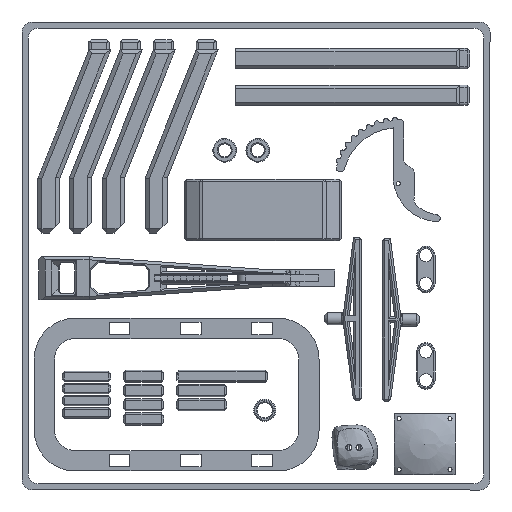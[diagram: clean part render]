
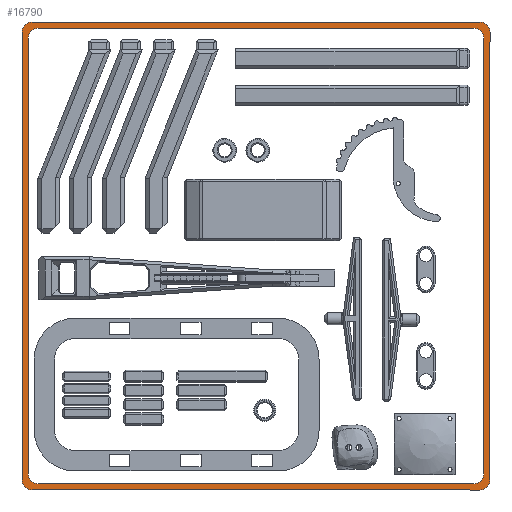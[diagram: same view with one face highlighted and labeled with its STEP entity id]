
A CAD part, front view. The second image highlights one B-rep face of the part: STEP entity #16790.
In plain terms, the highlighted face is planar.
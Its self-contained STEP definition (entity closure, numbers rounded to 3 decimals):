
#210=FACE_BOUND('',#3420,.T.);
#1422=PLANE('',#18520);
#2361=FACE_OUTER_BOUND('',#3419,.T.);
#3419=EDGE_LOOP('',(#15716,#15717,#15718,#15719,#15720,#15721,#15722,#15723));
#3420=EDGE_LOOP('',(#15724,#15725,#15726,#15727,#15728,#15729,#15730,#15731));
#5152=LINE('',#35318,#6899);
#5157=LINE('',#35333,#6904);
#5160=LINE('',#35339,#6907);
#5161=LINE('',#35343,#6908);
#5162=LINE('',#35347,#6909);
#5163=LINE('',#35350,#6910);
#5164=LINE('',#35354,#6911);
#5165=LINE('',#35358,#6912);
#6899=VECTOR('',#22928,10.);
#6904=VECTOR('',#22941,10.);
#6907=VECTOR('',#22946,10.);
#6908=VECTOR('',#22949,10.);
#6909=VECTOR('',#22952,10.);
#6910=VECTOR('',#22955,10.);
#6911=VECTOR('',#22958,10.);
#6912=VECTOR('',#22961,10.);
#7266=CIRCLE('',#18513,5.);
#7269=CIRCLE('',#18518,5.);
#7270=CIRCLE('',#18521,5.);
#7271=CIRCLE('',#18522,5.);
#7272=CIRCLE('',#18523,5.);
#7273=CIRCLE('',#18524,5.);
#7274=CIRCLE('',#18525,5.);
#7275=CIRCLE('',#18526,5.);
#8720=VERTEX_POINT('',#35308);
#8721=VERTEX_POINT('',#35309);
#8724=VERTEX_POINT('',#35317);
#8728=VERTEX_POINT('',#35326);
#8729=VERTEX_POINT('',#35328);
#8730=VERTEX_POINT('',#35332);
#8732=VERTEX_POINT('',#35338);
#8733=VERTEX_POINT('',#35340);
#8734=VERTEX_POINT('',#35342);
#8735=VERTEX_POINT('',#35344);
#8736=VERTEX_POINT('',#35346);
#8737=VERTEX_POINT('',#35349);
#8738=VERTEX_POINT('',#35351);
#8739=VERTEX_POINT('',#35353);
#8740=VERTEX_POINT('',#35355);
#8741=VERTEX_POINT('',#35357);
#11052=EDGE_CURVE('',#8720,#8721,#7266,.T.);
#11056=EDGE_CURVE('',#8724,#8721,#5152,.T.);
#11061=EDGE_CURVE('',#8728,#8729,#7269,.T.);
#11063=EDGE_CURVE('',#8730,#8729,#5157,.T.);
#11066=EDGE_CURVE('',#8728,#8732,#5160,.T.);
#11067=EDGE_CURVE('',#8733,#8732,#7270,.T.);
#11068=EDGE_CURVE('',#8733,#8734,#5161,.T.);
#11069=EDGE_CURVE('',#8735,#8734,#7271,.T.);
#11070=EDGE_CURVE('',#8735,#8736,#5162,.T.);
#11071=EDGE_CURVE('',#8730,#8736,#7272,.T.);
#11072=EDGE_CURVE('',#8720,#8737,#5163,.T.);
#11073=EDGE_CURVE('',#8738,#8737,#7273,.T.);
#11074=EDGE_CURVE('',#8738,#8739,#5164,.T.);
#11075=EDGE_CURVE('',#8740,#8739,#7274,.T.);
#11076=EDGE_CURVE('',#8740,#8741,#5165,.T.);
#11077=EDGE_CURVE('',#8724,#8741,#7275,.T.);
#15716=ORIENTED_EDGE('',*,*,#11061,.F.);
#15717=ORIENTED_EDGE('',*,*,#11066,.T.);
#15718=ORIENTED_EDGE('',*,*,#11067,.F.);
#15719=ORIENTED_EDGE('',*,*,#11068,.T.);
#15720=ORIENTED_EDGE('',*,*,#11069,.F.);
#15721=ORIENTED_EDGE('',*,*,#11070,.T.);
#15722=ORIENTED_EDGE('',*,*,#11071,.F.);
#15723=ORIENTED_EDGE('',*,*,#11063,.T.);
#15724=ORIENTED_EDGE('',*,*,#11072,.T.);
#15725=ORIENTED_EDGE('',*,*,#11073,.F.);
#15726=ORIENTED_EDGE('',*,*,#11074,.T.);
#15727=ORIENTED_EDGE('',*,*,#11075,.F.);
#15728=ORIENTED_EDGE('',*,*,#11076,.T.);
#15729=ORIENTED_EDGE('',*,*,#11077,.F.);
#15730=ORIENTED_EDGE('',*,*,#11056,.T.);
#15731=ORIENTED_EDGE('',*,*,#11052,.F.);
#16790=ADVANCED_FACE('',(#2361,#210),#1422,.T.);
#18513=AXIS2_PLACEMENT_3D('',#35310,#22920,#22921);
#18518=AXIS2_PLACEMENT_3D('',#35329,#22936,#22937);
#18520=AXIS2_PLACEMENT_3D('',#35337,#22944,#22945);
#18521=AXIS2_PLACEMENT_3D('',#35341,#22947,#22948);
#18522=AXIS2_PLACEMENT_3D('',#35345,#22950,#22951);
#18523=AXIS2_PLACEMENT_3D('',#35348,#22953,#22954);
#18524=AXIS2_PLACEMENT_3D('',#35352,#22956,#22957);
#18525=AXIS2_PLACEMENT_3D('',#35356,#22959,#22960);
#18526=AXIS2_PLACEMENT_3D('',#35359,#22962,#22963);
#22920=DIRECTION('center_axis',(0.,0.,1.));
#22921=DIRECTION('ref_axis',(0.707,0.707,0.));
#22928=DIRECTION('',(1.,0.,0.));
#22936=DIRECTION('center_axis',(0.,0.,-1.));
#22937=DIRECTION('ref_axis',(0.707,0.707,0.));
#22941=DIRECTION('',(0.,1.,0.));
#22944=DIRECTION('center_axis',(0.,0.,1.));
#22945=DIRECTION('ref_axis',(1.,0.,0.));
#22946=DIRECTION('',(-1.,0.,0.));
#22947=DIRECTION('center_axis',(0.,0.,-1.));
#22948=DIRECTION('ref_axis',(-0.707,0.707,0.));
#22949=DIRECTION('',(0.,-1.,0.));
#22950=DIRECTION('center_axis',(0.,0.,-1.));
#22951=DIRECTION('ref_axis',(-0.707,-0.707,0.));
#22952=DIRECTION('',(1.,0.,0.));
#22953=DIRECTION('center_axis',(0.,0.,-1.));
#22954=DIRECTION('ref_axis',(0.707,-0.707,0.));
#22955=DIRECTION('',(0.,-1.,0.));
#22956=DIRECTION('center_axis',(0.,0.,1.));
#22957=DIRECTION('ref_axis',(0.707,-0.707,0.));
#22958=DIRECTION('',(-1.,0.,0.));
#22959=DIRECTION('center_axis',(0.,0.,1.));
#22960=DIRECTION('ref_axis',(-0.707,-0.707,0.));
#22961=DIRECTION('',(0.,1.,0.));
#22962=DIRECTION('center_axis',(0.,0.,1.));
#22963=DIRECTION('ref_axis',(-0.707,0.707,0.));
#35308=CARTESIAN_POINT('',(112.,107.,0.));
#35309=CARTESIAN_POINT('',(107.,112.,0.));
#35310=CARTESIAN_POINT('Origin',(107.,107.,0.));
#35317=CARTESIAN_POINT('',(-107.,112.,0.));
#35318=CARTESIAN_POINT('',(-112.,112.,0.));
#35326=CARTESIAN_POINT('',(110.,115.,0.));
#35328=CARTESIAN_POINT('',(115.,110.,0.));
#35329=CARTESIAN_POINT('Origin',(110.,110.,0.));
#35332=CARTESIAN_POINT('',(115.,-110.,0.));
#35333=CARTESIAN_POINT('',(115.,-115.,0.));
#35337=CARTESIAN_POINT('Origin',(0.,0.,
0.));
#35338=CARTESIAN_POINT('',(-110.,115.,0.));
#35339=CARTESIAN_POINT('',(115.,115.,0.));
#35340=CARTESIAN_POINT('',(-115.,110.,0.));
#35341=CARTESIAN_POINT('Origin',(-110.,110.,0.));
#35342=CARTESIAN_POINT('',(-115.,-110.,0.));
#35343=CARTESIAN_POINT('',(-115.,115.,0.));
#35344=CARTESIAN_POINT('',(-110.,-115.,0.));
#35345=CARTESIAN_POINT('Origin',(-110.,-110.,0.));
#35346=CARTESIAN_POINT('',(110.,-115.,0.));
#35347=CARTESIAN_POINT('',(-115.,-115.,0.));
#35348=CARTESIAN_POINT('Origin',(110.,-110.,0.));
#35349=CARTESIAN_POINT('',(112.,-107.,0.));
#35350=CARTESIAN_POINT('',(112.,112.,0.));
#35351=CARTESIAN_POINT('',(107.,-112.,0.));
#35352=CARTESIAN_POINT('Origin',(107.,-107.,0.));
#35353=CARTESIAN_POINT('',(-107.,-112.,0.));
#35354=CARTESIAN_POINT('',(112.,-112.,0.));
#35355=CARTESIAN_POINT('',(-112.,-107.,0.));
#35356=CARTESIAN_POINT('Origin',(-107.,-107.,0.));
#35357=CARTESIAN_POINT('',(-112.,107.,0.));
#35358=CARTESIAN_POINT('',(-112.,-112.,0.));
#35359=CARTESIAN_POINT('Origin',(-107.,107.,0.));
